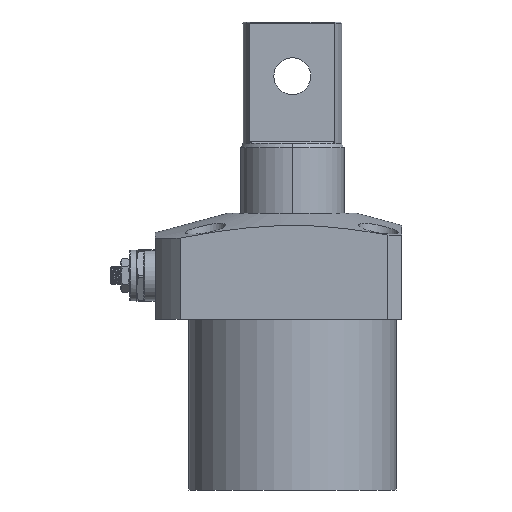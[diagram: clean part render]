
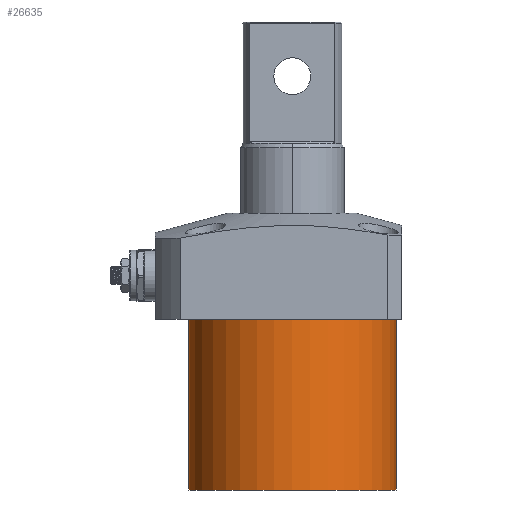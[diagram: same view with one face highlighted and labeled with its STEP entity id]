
A CAD part, front view. The second image highlights one B-rep face of the part: STEP entity #26635.
In plain terms, the highlighted cylindrical face has radius 45 mm (diameter 90 mm), a partial arc.
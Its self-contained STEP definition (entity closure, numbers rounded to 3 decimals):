
#169 = CARTESIAN_POINT ( 'NONE',  ( -45., 0., -74. ) ) ;
#290 = DIRECTION ( 'NONE',  ( 0., 0., 1. ) ) ;
#1970 = ORIENTED_EDGE ( 'NONE', *, *, #35540, .F. ) ;
#2607 = VERTEX_POINT ( 'NONE', #22457 ) ;
#3069 = CARTESIAN_POINT ( 'NONE',  ( -45., 0., -74. ) ) ;
#5386 = CIRCLE ( 'NONE', #33431, 45. ) ;
#7484 = EDGE_CURVE ( 'NONE', #50991, #2607, #52256, .T. ) ;
#8260 = LINE ( 'NONE', #169, #23430 ) ;
#9265 = DIRECTION ( 'NONE',  ( 0., 0., -1. ) ) ;
#9725 = VERTEX_POINT ( 'NONE', #3069 ) ;
#13311 = CYLINDRICAL_SURFACE ( 'NONE', #65388, 45. ) ;
#13590 = DIRECTION ( 'NONE',  ( 0., 0., 1. ) ) ;
#13684 = CARTESIAN_POINT ( 'NONE',  ( 0., 0., 0. ) ) ;
#16704 = EDGE_CURVE ( 'NONE', #2607, #27195, #23270, .T. ) ;
#18810 = DIRECTION ( 'NONE',  ( 1., 0., 0. ) ) ;
#19903 = ORIENTED_EDGE ( 'NONE', *, *, #16704, .T. ) ;
#22457 = CARTESIAN_POINT ( 'NONE',  ( 45., 0., 0. ) ) ;
#23055 = EDGE_CURVE ( 'NONE', #50991, #9725, #5386, .T. ) ;
#23270 = CIRCLE ( 'NONE', #58563, 45. ) ;
#23430 = VECTOR ( 'NONE', #35857, 1000. ) ;
#26635 = ADVANCED_FACE ( 'NONE', ( #43659 ), #13311, .T. ) ;
#26756 = EDGE_LOOP ( 'NONE', ( #1970, #38206, #62330, #19903 ) ) ;
#27195 = VERTEX_POINT ( 'NONE', #45486 ) ;
#33431 = AXIS2_PLACEMENT_3D ( 'NONE', #39829, #9265, #44983 ) ;
#35540 = EDGE_CURVE ( 'NONE', #9725, #27195, #8260, .T. ) ;
#35857 = DIRECTION ( 'NONE',  ( 0., 0., 1. ) ) ;
#38206 = ORIENTED_EDGE ( 'NONE', *, *, #23055, .F. ) ;
#39829 = CARTESIAN_POINT ( 'NONE',  ( 0., 0., -74. ) ) ;
#40876 = CARTESIAN_POINT ( 'NONE',  ( 45., 0., -74. ) ) ;
#43659 = FACE_OUTER_BOUND ( 'NONE', #26756, .T. ) ;
#44983 = DIRECTION ( 'NONE',  ( -1., 0., 0. ) ) ;
#45486 = CARTESIAN_POINT ( 'NONE',  ( -45., 0., 0. ) ) ;
#49281 = CARTESIAN_POINT ( 'NONE',  ( 0., 0., -74. ) ) ;
#49376 = DIRECTION ( 'NONE',  ( 0., 0., -1. ) ) ;
#50991 = VERTEX_POINT ( 'NONE', #40876 ) ;
#51385 = CARTESIAN_POINT ( 'NONE',  ( 45., 0., -74. ) ) ;
#52256 = LINE ( 'NONE', #51385, #62590 ) ;
#54423 = DIRECTION ( 'NONE',  ( 1., 0., 0. ) ) ;
#58563 = AXIS2_PLACEMENT_3D ( 'NONE', #13684, #49376, #18810 ) ;
#62330 = ORIENTED_EDGE ( 'NONE', *, *, #7484, .T. ) ;
#62590 = VECTOR ( 'NONE', #290, 1000. ) ;
#65388 = AXIS2_PLACEMENT_3D ( 'NONE', #49281, #13590, #54423 ) ;
